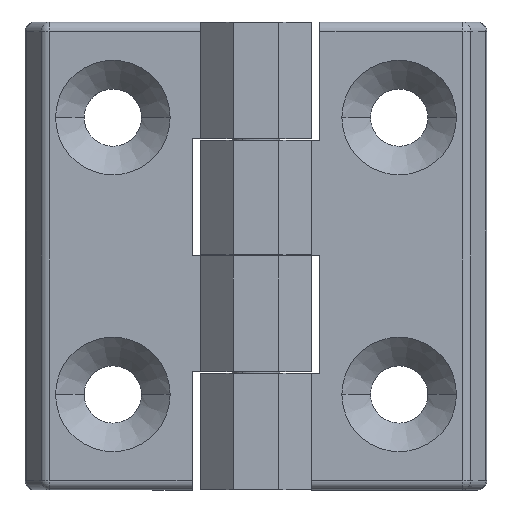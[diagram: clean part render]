
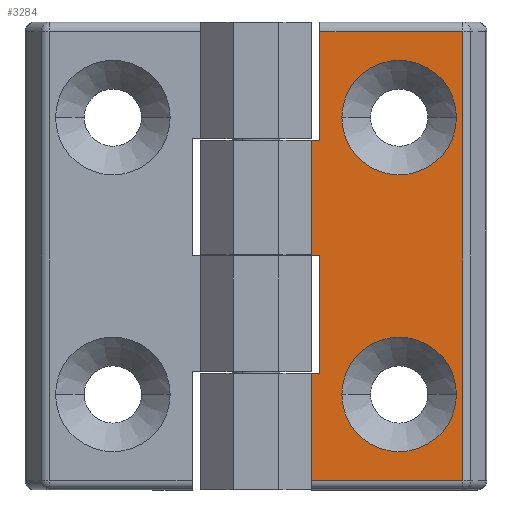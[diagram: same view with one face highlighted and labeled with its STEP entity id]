
A CAD part, top view. The second image highlights one B-rep face of the part: STEP entity #3284.
In plain terms, the highlighted planar face has unit normal (0, 0, 1).
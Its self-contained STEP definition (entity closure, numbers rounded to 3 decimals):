
#14 = VECTOR ( 'NONE', #288, 1000. ) ;
#69 = VERTEX_POINT ( 'NONE', #4451 ) ;
#111 = EDGE_CURVE ( 'NONE', #2436, #3264, #3512, .T. ) ;
#127 = CIRCLE ( 'NONE', #190, 6. ) ;
#190 = AXIS2_PLACEMENT_3D ( 'NONE', #1936, #4730, #2327 ) ;
#217 = CARTESIAN_POINT ( 'NONE',  ( 0., 14.5, 3.25 ) ) ;
#238 = ORIENTED_EDGE ( 'NONE', *, *, #914, .T. ) ;
#288 = DIRECTION ( 'NONE',  ( 0., -1., 0. ) ) ;
#301 = DIRECTION ( 'NONE',  ( 0., 0., -1. ) ) ;
#333 = CARTESIAN_POINT ( 'NONE',  ( -8.3, 23.5, 3.25 ) ) ;
#334 = LINE ( 'NONE', #3328, #2882 ) ;
#366 = CARTESIAN_POINT ( 'NONE',  ( -8.3, -12.3, 3.25 ) ) ;
#379 = DIRECTION ( 'NONE',  ( 0., 0., 1. ) ) ;
#448 = CARTESIAN_POINT ( 'NONE',  ( -9.2, 24.5, 3.25 ) ) ;
#454 = ORIENTED_EDGE ( 'NONE', *, *, #571, .F. ) ;
#508 = DIRECTION ( 'NONE',  ( 1., 0., 0. ) ) ;
#548 = DIRECTION ( 'NONE',  ( 0., -1., 0. ) ) ;
#571 = EDGE_CURVE ( 'NONE', #3186, #69, #1381, .T. ) ;
#579 = VERTEX_POINT ( 'NONE', #2751 ) ;
#613 = VERTEX_POINT ( 'NONE', #800 ) ;
#615 = ORIENTED_EDGE ( 'NONE', *, *, #1330, .T. ) ;
#618 = DIRECTION ( 'NONE',  ( 1., 0., 0. ) ) ;
#644 = VERTEX_POINT ( 'NONE', #1203 ) ;
#662 = CARTESIAN_POINT ( 'NONE',  ( -9.2, 24.5, 3.25 ) ) ;
#781 = LINE ( 'NONE', #662, #1700 ) ;
#800 = CARTESIAN_POINT ( 'NONE',  ( 6.665, -23.5, 3.25 ) ) ;
#874 = ORIENTED_EDGE ( 'NONE', *, *, #2485, .T. ) ;
#914 = EDGE_CURVE ( 'NONE', #3743, #613, #2185, .T. ) ;
#936 = FACE_BOUND ( 'NONE', #1543, .T. ) ;
#1031 = CARTESIAN_POINT ( 'NONE',  ( 0., -14.5, 3.25 ) ) ;
#1108 = CARTESIAN_POINT ( 'NONE',  ( -9.2, 12.1, 3.25 ) ) ;
#1202 = EDGE_CURVE ( 'NONE', #1879, #2741, #3070, .T. ) ;
#1203 = CARTESIAN_POINT ( 'NONE',  ( -6., -14.5, 3.25 ) ) ;
#1218 = CARTESIAN_POINT ( 'NONE',  ( -9.2, -12.3, 3.25 ) ) ;
#1277 = VECTOR ( 'NONE', #3618, 1000. ) ;
#1330 = EDGE_CURVE ( 'NONE', #2649, #579, #3507, .T. ) ;
#1381 = LINE ( 'NONE', #2660, #3375 ) ;
#1382 = VECTOR ( 'NONE', #1862, 1000. ) ;
#1419 = DIRECTION ( 'NONE',  ( 1., 0., 0. ) ) ;
#1472 = EDGE_CURVE ( 'NONE', #4324, #644, #3812, .T. ) ;
#1500 = CARTESIAN_POINT ( 'NONE',  ( -8.3, 0., 3.25 ) ) ;
#1514 = AXIS2_PLACEMENT_3D ( 'NONE', #2347, #379, #3171 ) ;
#1543 = EDGE_LOOP ( 'NONE', ( #4249, #3358 ) ) ;
#1558 = PLANE ( 'NONE',  #1514 ) ;
#1616 = EDGE_CURVE ( 'NONE', #3240, #69, #2237, .T. ) ;
#1640 = CARTESIAN_POINT ( 'NONE',  ( 6.665, 0., 3.25 ) ) ;
#1677 = CARTESIAN_POINT ( 'NONE',  ( 6., 14.5, 3.25 ) ) ;
#1700 = VECTOR ( 'NONE', #5042, 1000. ) ;
#1733 = CARTESIAN_POINT ( 'NONE',  ( -9.2, 0.1, 3.25 ) ) ;
#1825 = ORIENTED_EDGE ( 'NONE', *, *, #1202, .F. ) ;
#1834 = VERTEX_POINT ( 'NONE', #2845 ) ;
#1862 = DIRECTION ( 'NONE',  ( 1., 0., 0. ) ) ;
#1879 = VERTEX_POINT ( 'NONE', #1677 ) ;
#1936 = CARTESIAN_POINT ( 'NONE',  ( 0., 14.5, 3.25 ) ) ;
#2087 = ORIENTED_EDGE ( 'NONE', *, *, #111, .F. ) ;
#2181 = DIRECTION ( 'NONE',  ( -1., 0., 0. ) ) ;
#2185 = LINE ( 'NONE', #3209, #1277 ) ;
#2207 = EDGE_CURVE ( 'NONE', #3186, #2649, #781, .T. ) ;
#2237 = LINE ( 'NONE', #1500, #14 ) ;
#2253 = EDGE_CURVE ( 'NONE', #644, #4324, #4751, .T. ) ;
#2288 = LINE ( 'NONE', #1640, #3239 ) ;
#2327 = DIRECTION ( 'NONE',  ( 1., 0., 0. ) ) ;
#2347 = CARTESIAN_POINT ( 'NONE',  ( 0., 0., 3.25 ) ) ;
#2429 = VECTOR ( 'NONE', #508, 1000. ) ;
#2432 = LINE ( 'NONE', #448, #4444 ) ;
#2436 = VERTEX_POINT ( 'NONE', #1218 ) ;
#2485 = EDGE_CURVE ( 'NONE', #2436, #3743, #2432, .T. ) ;
#2583 = CARTESIAN_POINT ( 'NONE',  ( -8.3, 23.5, 3.25 ) ) ;
#2644 = EDGE_CURVE ( 'NONE', #579, #3264, #334, .T. ) ;
#2649 = VERTEX_POINT ( 'NONE', #1733 ) ;
#2660 = CARTESIAN_POINT ( 'NONE',  ( 0., 12.1, 3.25 ) ) ;
#2671 = CARTESIAN_POINT ( 'NONE',  ( 0., -14.5, 3.25 ) ) ;
#2741 = VERTEX_POINT ( 'NONE', #3978 ) ;
#2751 = CARTESIAN_POINT ( 'NONE',  ( -8.3, 0.1, 3.25 ) ) ;
#2845 = CARTESIAN_POINT ( 'NONE',  ( 6.665, 23.5, 3.25 ) ) ;
#2866 = CARTESIAN_POINT ( 'NONE',  ( -9.2, -23.5, 3.25 ) ) ;
#2882 = VECTOR ( 'NONE', #548, 1000. ) ;
#2991 = DIRECTION ( 'NONE',  ( 0., 0., 1. ) ) ;
#3010 = AXIS2_PLACEMENT_3D ( 'NONE', #2671, #301, #3087 ) ;
#3037 = FACE_BOUND ( 'NONE', #3285, .T. ) ;
#3061 = EDGE_CURVE ( 'NONE', #1834, #3240, #3764, .T. ) ;
#3070 = CIRCLE ( 'NONE', #4306, 6. ) ;
#3087 = DIRECTION ( 'NONE',  ( 1., 0., 0. ) ) ;
#3114 = EDGE_LOOP ( 'NONE', ( #4803, #3737, #3402, #454, #4507, #615, #4323, #2087, #874, #238 ) ) ;
#3171 = DIRECTION ( 'NONE',  ( 1., 0., 0. ) ) ;
#3186 = VERTEX_POINT ( 'NONE', #1108 ) ;
#3209 = CARTESIAN_POINT ( 'NONE',  ( 7.2, -23.5, 3.25 ) ) ;
#3239 = VECTOR ( 'NONE', #4023, 1000. ) ;
#3240 = VERTEX_POINT ( 'NONE', #333 ) ;
#3246 = EDGE_CURVE ( 'NONE', #2741, #1879, #127, .T. ) ;
#3264 = VERTEX_POINT ( 'NONE', #366 ) ;
#3284 = ADVANCED_FACE ( 'NONE', ( #936, #3037, #5037 ), #1558, .T. ) ;
#3285 = EDGE_LOOP ( 'NONE', ( #1825, #4743 ) ) ;
#3328 = CARTESIAN_POINT ( 'NONE',  ( -8.3, 0., 3.25 ) ) ;
#3358 = ORIENTED_EDGE ( 'NONE', *, *, #2253, .T. ) ;
#3375 = VECTOR ( 'NONE', #4264, 1000. ) ;
#3402 = ORIENTED_EDGE ( 'NONE', *, *, #1616, .T. ) ;
#3483 = CARTESIAN_POINT ( 'NONE',  ( 0., 0.1, 3.25 ) ) ;
#3507 = LINE ( 'NONE', #3483, #1382 ) ;
#3512 = LINE ( 'NONE', #3689, #2429 ) ;
#3618 = DIRECTION ( 'NONE',  ( 1., 0., 0. ) ) ;
#3646 = VECTOR ( 'NONE', #2181, 1000. ) ;
#3689 = CARTESIAN_POINT ( 'NONE',  ( 0., -12.3, 3.25 ) ) ;
#3737 = ORIENTED_EDGE ( 'NONE', *, *, #3061, .T. ) ;
#3743 = VERTEX_POINT ( 'NONE', #2866 ) ;
#3764 = LINE ( 'NONE', #2583, #3646 ) ;
#3807 = DIRECTION ( 'NONE',  ( 0., 0., -1. ) ) ;
#3812 = CIRCLE ( 'NONE', #4731, 6. ) ;
#3978 = CARTESIAN_POINT ( 'NONE',  ( -6., 14.5, 3.25 ) ) ;
#4023 = DIRECTION ( 'NONE',  ( 0., 1., 0. ) ) ;
#4054 = DIRECTION ( 'NONE',  ( 0., -1., 0. ) ) ;
#4249 = ORIENTED_EDGE ( 'NONE', *, *, #1472, .T. ) ;
#4264 = DIRECTION ( 'NONE',  ( 1., 0., 0. ) ) ;
#4306 = AXIS2_PLACEMENT_3D ( 'NONE', #217, #2991, #618 ) ;
#4323 = ORIENTED_EDGE ( 'NONE', *, *, #2644, .T. ) ;
#4324 = VERTEX_POINT ( 'NONE', #4607 ) ;
#4444 = VECTOR ( 'NONE', #4054, 1000. ) ;
#4451 = CARTESIAN_POINT ( 'NONE',  ( -8.3, 12.1, 3.25 ) ) ;
#4507 = ORIENTED_EDGE ( 'NONE', *, *, #2207, .T. ) ;
#4607 = CARTESIAN_POINT ( 'NONE',  ( 6., -14.5, 3.25 ) ) ;
#4657 = EDGE_CURVE ( 'NONE', #613, #1834, #2288, .T. ) ;
#4730 = DIRECTION ( 'NONE',  ( 0., 0., 1. ) ) ;
#4731 = AXIS2_PLACEMENT_3D ( 'NONE', #1031, #3807, #1419 ) ;
#4743 = ORIENTED_EDGE ( 'NONE', *, *, #3246, .F. ) ;
#4751 = CIRCLE ( 'NONE', #3010, 6. ) ;
#4803 = ORIENTED_EDGE ( 'NONE', *, *, #4657, .T. ) ;
#5037 = FACE_OUTER_BOUND ( 'NONE', #3114, .T. ) ;
#5042 = DIRECTION ( 'NONE',  ( 0., -1., 0. ) ) ;
